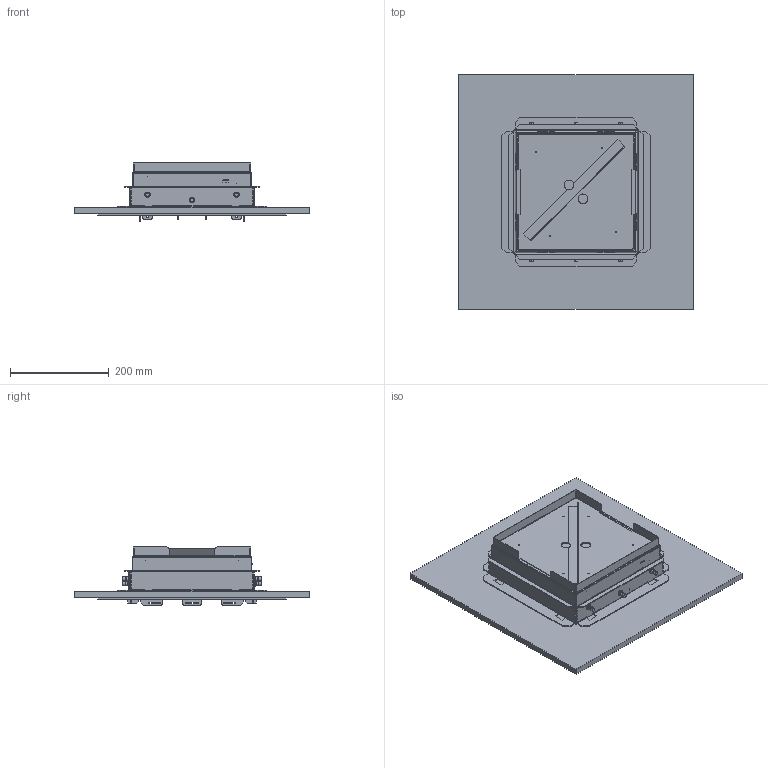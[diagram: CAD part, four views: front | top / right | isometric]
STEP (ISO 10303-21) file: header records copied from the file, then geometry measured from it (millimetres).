
FILE_DESCRIPTION (( 'STEP AP214' ), '1' );
FILE_NAME ('7409621_VA_Blind.STEP', '2023-12-13T10:33:59', ( '' ), ( '' ), 'SwSTEP 2.0', 'SolidWorks 2022', '' );
FILE_SCHEMA (( 'AUTOMOTIVE_DESIGN' ));
Length unit declared in the file: millimetre
Products named in the file (25): 253600; 199195_Blind H=25 mm; P_0000004761_1_Standard; P_0000013461_1; 081519_Standard; 253596_Mit Kragen; 179073; 155473_Standard; 178599_Ausführung "blind" RK..9; 081518_Standard; 179075; 35104262_Standard; 7409621_VA_Blind; 178600_H=25mm Nutzhöhe  Blind; 253592_Standard; 250711_Standard; P_0000013481_1_Standard; P_39411020_1_Standard; 253593_Mit Kragen; 253671_Kombinierte Version für 250er Dose für R9 und 9; 034042_43000138; 081520_Standard; serrated lock washer 1_din_DIN 6798-A6.4; 179074_Dichtung; 253591_H=25 Blind und Tubus
Assembly tree (38 placements, depth 3):
  7409621_VA_Blind
    253596_Mit Kragen
      253593_Mit Kragen
      P_0000013461_1  x6
    253600
      253591_H=25 Blind und Tubus
      253592_Standard
      35104262_Standard
    155473_Standard  x2
    P_0000013481_1_Standard  x6
    081520_Standard
      081518_Standard
      081519_Standard
    253671_Kombinierte Version für 250er Dose für R9 und 9
    250711_Standard
    179075
      179074_Dichtung
      179073
    serrated lock washer 1_din_DIN 6798-A6.4  x4
    199195_Blind H=25 mm
      178600_H=25mm Nutzhöhe  Blind
      178599_Ausführung "blind" RK..9
      P_0000004761_1_Standard
      P_39411020_1_Standard
      034042_43000138
Bounding box: 475 x 475 x 117.5 mm (x, y, z)
Volume: 3282776.3 mm3; surface area: 1529716.8 mm2
Topology: 33 solids, 33 shells, 3114 faces, 8263 edges, 5124 vertices
Faces by surface type: plane 1763, cylinder 896, bspline 179, cone 140, torus 120, sphere 16
Entity records: 88972 total; most frequent: CARTESIAN_POINT 19057, ORIENTED_EDGE 13678, DIRECTION 13365, EDGE_CURVE 6839, LINE 4687, VECTOR 4687, AXIS2_PLACEMENT_3D 4339, VERTEX_POINT 4320
